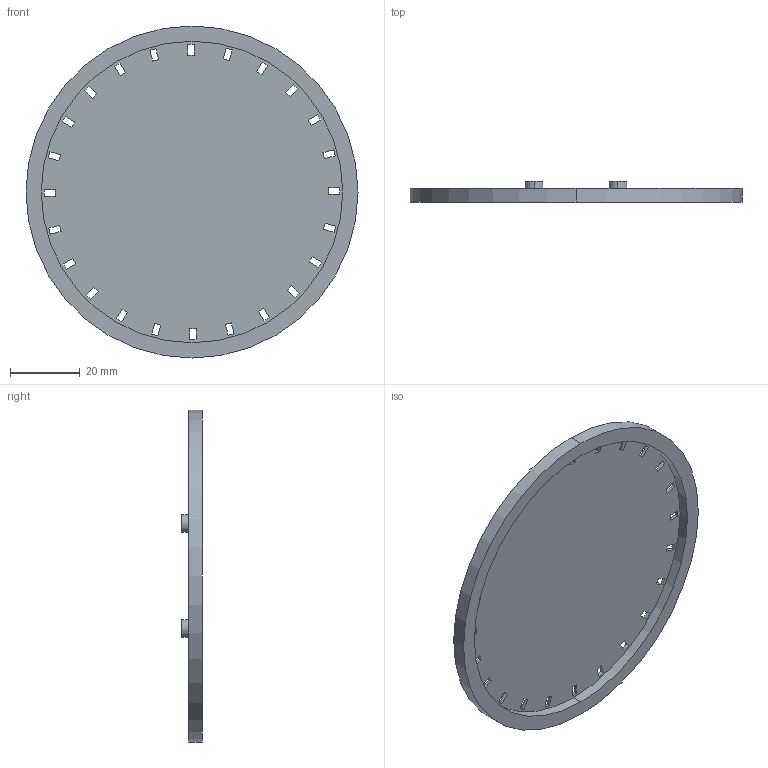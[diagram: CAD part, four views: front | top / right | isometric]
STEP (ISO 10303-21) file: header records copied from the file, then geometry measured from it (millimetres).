
FILE_DESCRIPTION (( 'STEP AP214' ), '1' );
FILE_NAME ('Coaster_FacePlate.STEP', '2025-01-29T14:01:28', ( '' ), ( '' ), 'SwSTEP 2.0', 'SolidWorks 2025', '' );
FILE_SCHEMA (( 'AUTOMOTIVE_DESIGN' ));
Length unit declared in the file: millimetre
Products named in the file (1): Coaster_FacePlate
Bounding box: 95 x 6 x 95 mm (x, y, z)
Volume: 10739.1 mm3; surface area: 16445.4 mm2
Topology: 1 solids, 1 shells, 172 faces, 439 edges, 282 vertices
Faces by surface type: plane 87, cylinder 61, torus 16, cone 8
Entity records: 5320 total; most frequent: DIRECTION 939, CARTESIAN_POINT 894, ORIENTED_EDGE 878, EDGE_CURVE 439, AXIS2_PLACEMENT_3D 327, LINE 285, VECTOR 285, VERTEX_POINT 282
